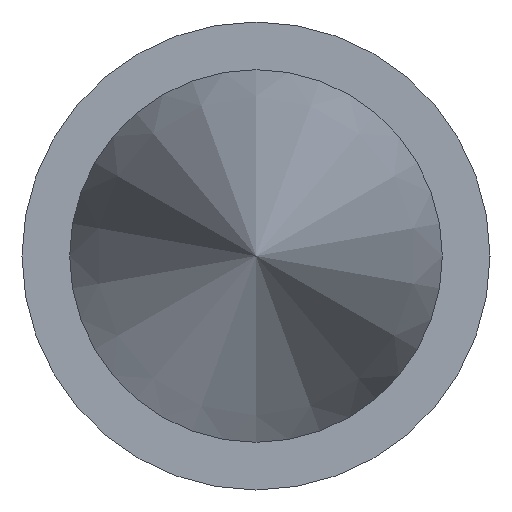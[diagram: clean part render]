
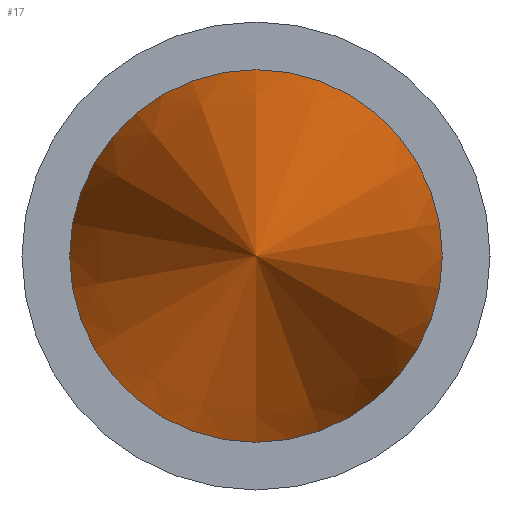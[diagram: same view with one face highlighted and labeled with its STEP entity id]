
A CAD part, left-side view. The second image highlights one B-rep face of the part: STEP entity #17.
In plain terms, the highlighted conical face has half-angle 12.134 degrees and reference radius 0 mm.
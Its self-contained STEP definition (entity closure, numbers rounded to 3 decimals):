
#17 = ADVANCED_FACE('',(#18),#38,.T.);
#18 = FACE_BOUND('',#19,.F.);
#19 = EDGE_LOOP('',(#20,#30,#37));
#20 = ORIENTED_EDGE('',*,*,#21,.T.);
#21 = EDGE_CURVE('',#22,#24,#26,.T.);
#22 = VERTEX_POINT('',#23);
#23 = CARTESIAN_POINT('',(-25.,0.,-0.));
#24 = VERTEX_POINT('',#25);
#25 = CARTESIAN_POINT('',(-15.,0.,2.15));
#26 = LINE('',#27,#28);
#27 = CARTESIAN_POINT('',(-25.,0.,0.));
#28 = VECTOR('',#29,1.);
#29 = DIRECTION('',(0.978,0.,0.21));
#30 = ORIENTED_EDGE('',*,*,#31,.F.);
#31 = EDGE_CURVE('',#24,#24,#32,.T.);
#32 = CIRCLE('',#33,2.15);
#33 = AXIS2_PLACEMENT_3D('',#34,#35,#36);
#34 = CARTESIAN_POINT('',(-15.,0.,0.));
#35 = DIRECTION('',(-1.,0.,0.));
#36 = DIRECTION('',(0.,0.,1.));
#37 = ORIENTED_EDGE('',*,*,#21,.F.);
#38 = CONICAL_SURFACE('',#39,0.,0.212);
#39 = AXIS2_PLACEMENT_3D('',#40,#41,#42);
#40 = CARTESIAN_POINT('',(-25.,0.,0.));
#41 = DIRECTION('',(1.,0.,0.));
#42 = DIRECTION('',(0.,0.,1.));
